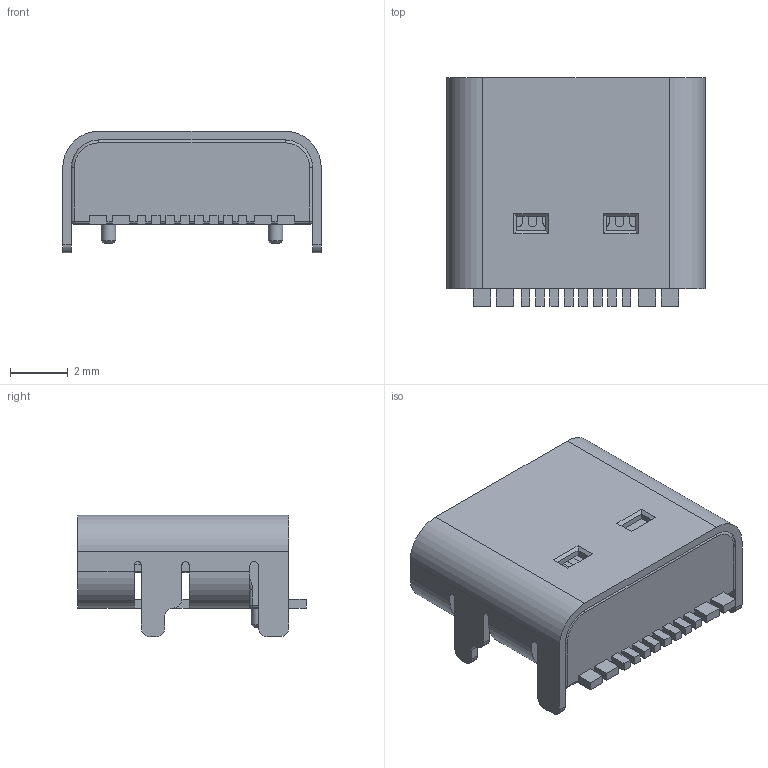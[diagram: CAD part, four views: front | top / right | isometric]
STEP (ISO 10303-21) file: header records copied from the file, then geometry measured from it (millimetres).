
FILE_DESCRIPTION(/* description */ (''),/* implementation_level */ '2;1');
FILE_NAME(/* name */ 'usb_type_c_port.step',/* time_stamp */ '2021-02-18T23:01:18+09:00',/* author */ (''),/* organization */ (''),/* preprocessor_version */ 'ST-DEVELOPER v18.1',/* originating_system */ 'Autodesk Translation Framework v9.7.1.1290',/* authorisation */ '');
FILE_SCHEMA (('AUTOMOTIVE_DESIGN { 1 0 10303 214 3 1 1 }'));
Length unit declared in the file: millimetre
Products named in the file (5): usb_type_c_port; pin_smd; cover; plastic; pin_port
Assembly tree (4 placements, depth 2):
  usb_type_c_port
    pin_smd
    cover
    plastic
    pin_port
Bounding box: 8.94 x 7.9 x 4.2 mm (x, y, z)
Volume: 115 mm3; surface area: 562.6 mm2
Topology: 24 solids, 24 shells, 384 faces, 955 edges, 606 vertices
Faces by surface type: plane 267, cylinder 91, torus 12, cone 6, sphere 6, bspline 2
Full cylindrical faces by diameter (mm): 0.5 x2
Entity records: 11511 total; most frequent: CARTESIAN_POINT 2080, DIRECTION 1929, ORIENTED_EDGE 1894, EDGE_CURVE 947, LINE 741, VECTOR 741, VERTEX_POINT 606, AXIS2_PLACEMENT_3D 594
